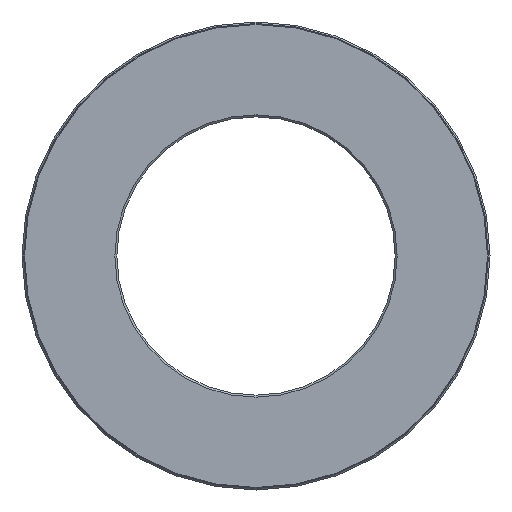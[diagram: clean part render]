
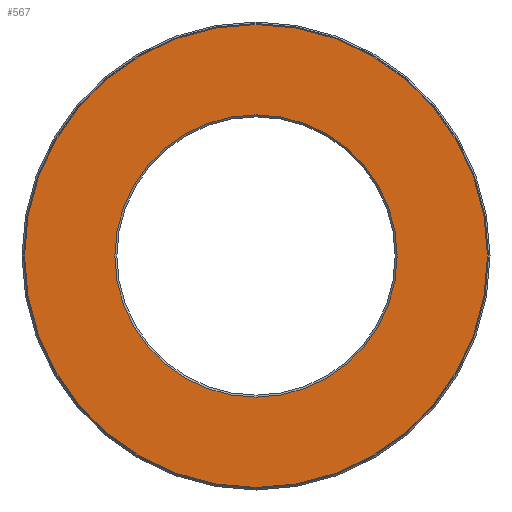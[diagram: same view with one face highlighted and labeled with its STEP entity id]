
A CAD part, front view. The second image highlights one B-rep face of the part: STEP entity #567.
In plain terms, the highlighted planar face has unit normal (0, -1, 0).
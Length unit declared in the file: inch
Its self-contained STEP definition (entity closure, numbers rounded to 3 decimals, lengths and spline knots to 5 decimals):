
#47 = DIRECTION ( 'NONE',  ( 0., 1., 0. ) ) ;
#67 = ORIENTED_EDGE ( 'NONE', *, *, #504, .F. ) ;
#82 = DIRECTION ( 'NONE',  ( 0., 0., 1. ) ) ;
#89 = CARTESIAN_POINT ( 'NONE',  ( 0., 0., 0. ) ) ;
#113 = CIRCLE ( 'NONE', #576, 2.2875 ) ;
#125 = FACE_OUTER_BOUND ( 'NONE', #527, .T. ) ;
#175 = VERTEX_POINT ( 'NONE', #181 ) ;
#181 = CARTESIAN_POINT ( 'NONE',  ( 0., 0., 2.2875 ) ) ;
#194 = VERTEX_POINT ( 'NONE', #502 ) ;
#217 = FACE_BOUND ( 'NONE', #355, .T. ) ;
#226 = CARTESIAN_POINT ( 'NONE',  ( 0., 0., 0. ) ) ;
#267 = PLANE ( 'NONE',  #532 ) ;
#335 = DIRECTION ( 'NONE',  ( 0., 0., 1. ) ) ;
#355 = EDGE_LOOP ( 'NONE', ( #419 ) ) ;
#358 = CIRCLE ( 'NONE', #603, 1.395 ) ;
#402 = DIRECTION ( 'NONE',  ( 0., 0., 1. ) ) ;
#416 = CARTESIAN_POINT ( 'NONE',  ( 0., 0., 0. ) ) ;
#419 = ORIENTED_EDGE ( 'NONE', *, *, #534, .T. ) ;
#445 = DIRECTION ( 'NONE',  ( 0., 1., 0. ) ) ;
#497 = DIRECTION ( 'NONE',  ( 0., 1., 0. ) ) ;
#502 = CARTESIAN_POINT ( 'NONE',  ( 0., 0., 1.395 ) ) ;
#504 = EDGE_CURVE ( 'NONE', #175, #175, #113, .T. ) ;
#527 = EDGE_LOOP ( 'NONE', ( #67 ) ) ;
#532 = AXIS2_PLACEMENT_3D ( 'NONE', #89, #497, #402 ) ;
#534 = EDGE_CURVE ( 'NONE', #194, #194, #358, .T. ) ;
#567 = ADVANCED_FACE ( 'NONE', ( #125, #217 ), #267, .F. ) ;
#576 = AXIS2_PLACEMENT_3D ( 'NONE', #416, #47, #335 ) ;
#603 = AXIS2_PLACEMENT_3D ( 'NONE', #226, #445, #82 ) ;
